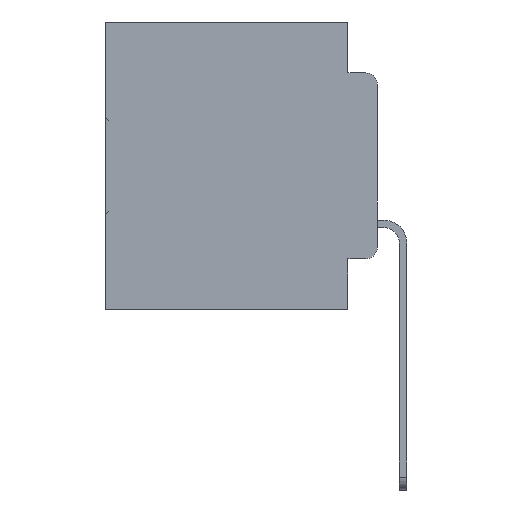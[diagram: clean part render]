
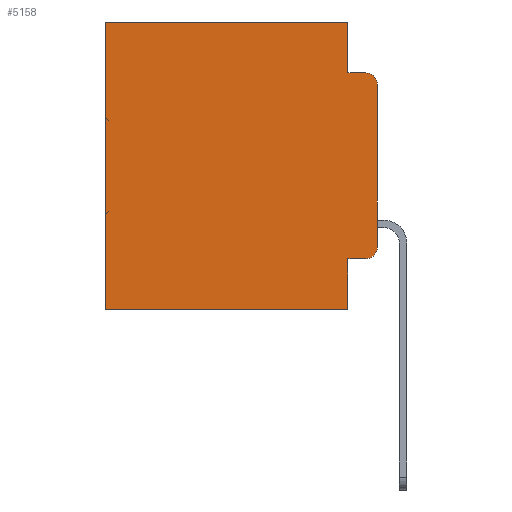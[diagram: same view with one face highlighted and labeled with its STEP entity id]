
A CAD part, left-side view. The second image highlights one B-rep face of the part: STEP entity #5158.
In plain terms, the highlighted planar face has unit normal (-1, 0, 0).
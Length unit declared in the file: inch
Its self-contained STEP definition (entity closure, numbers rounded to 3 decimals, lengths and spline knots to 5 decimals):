
#535 = DIRECTION ( 'NONE',  ( 0., 1., 0. ) ) ;
#1925 = ORIENTED_EDGE ( 'NONE', *, *, #25061, .F. ) ;
#2162 = CARTESIAN_POINT ( 'NONE',  ( 0.298, 0., -0.1085 ) ) ;
#2471 = PLANE ( 'NONE',  #12437 ) ;
#2601 = DIRECTION ( 'NONE',  ( 0., 0., -1. ) ) ;
#3335 = CARTESIAN_POINT ( 'NONE',  ( 0.298, 0.473, 0. ) ) ;
#3407 = CARTESIAN_POINT ( 'NONE',  ( 0.298, 0.051, 0. ) ) ;
#4225 = LINE ( 'NONE', #14597, #10971 ) ;
#4671 = EDGE_LOOP ( 'NONE', ( #29605, #27541, #29199, #8243, #10023, #21657, #1925, #25877, #23786, #19139 ) ) ;
#4859 = AXIS2_PLACEMENT_3D ( 'NONE', #14940, #33715, #17669 ) ;
#5158 = ADVANCED_FACE ( 'NONE', ( #13110 ), #2471, .F. ) ;
#5518 = AXIS2_PLACEMENT_3D ( 'NONE', #26915, #10579, #29612 ) ;
#5632 = LINE ( 'NONE', #32870, #25910 ) ;
#5756 = EDGE_CURVE ( 'NONE', #35626, #10972, #16080, .T. ) ;
#7602 = CARTESIAN_POINT ( 'NONE',  ( 0.298, 0.051, -0.4115 ) ) ;
#8243 = ORIENTED_EDGE ( 'NONE', *, *, #31665, .F. ) ;
#10023 = ORIENTED_EDGE ( 'NONE', *, *, #20518, .T. ) ;
#10053 = EDGE_CURVE ( 'NONE', #35626, #35064, #5632, .T. ) ;
#10233 = VERTEX_POINT ( 'NONE', #29258 ) ;
#10579 = DIRECTION ( 'NONE',  ( -1., 0., 0. ) ) ;
#10971 = VECTOR ( 'NONE', #30748, 39.37008 ) ;
#10972 = VERTEX_POINT ( 'NONE', #13250 ) ;
#11167 = VECTOR ( 'NONE', #31001, 39.37008 ) ;
#12437 = AXIS2_PLACEMENT_3D ( 'NONE', #16732, #19443, #2601 ) ;
#13110 = FACE_OUTER_BOUND ( 'NONE', #4671, .T. ) ;
#13250 = CARTESIAN_POINT ( 'NONE',  ( 0.298, 0.02, -0.4115 ) ) ;
#14218 = EDGE_CURVE ( 'NONE', #35341, #10233, #35170, .T. ) ;
#14409 = DIRECTION ( 'NONE',  ( 0., -1., 0. ) ) ;
#14597 = CARTESIAN_POINT ( 'NONE',  ( 0.298, 0.051, -0.0885 ) ) ;
#14885 = CARTESIAN_POINT ( 'NONE',  ( 0.298, 0., 0. ) ) ;
#14940 = CARTESIAN_POINT ( 'NONE',  ( 0.298, 0.02, -0.1085 ) ) ;
#15178 = CARTESIAN_POINT ( 'NONE',  ( 0.298, 0.473, 0. ) ) ;
#15327 = VECTOR ( 'NONE', #535, 39.37008 ) ;
#15703 = VERTEX_POINT ( 'NONE', #33194 ) ;
#16080 = LINE ( 'NONE', #19756, #28705 ) ;
#16732 = CARTESIAN_POINT ( 'NONE',  ( 0.298, 0., 0. ) ) ;
#17406 = DIRECTION ( 'NONE',  ( 0., 0., -1. ) ) ;
#17591 = LINE ( 'NONE', #22847, #23908 ) ;
#17669 = DIRECTION ( 'NONE',  ( 0., 0., -1. ) ) ;
#17892 = DIRECTION ( 'NONE',  ( 0., 0., -1. ) ) ;
#17953 = VECTOR ( 'NONE', #22478, 39.37008 ) ;
#18170 = VERTEX_POINT ( 'NONE', #21626 ) ;
#19139 = ORIENTED_EDGE ( 'NONE', *, *, #35627, .T. ) ;
#19443 = DIRECTION ( 'NONE',  ( 1., 0., 0. ) ) ;
#19508 = DIRECTION ( 'NONE',  ( 0., 0., -1. ) ) ;
#19736 = CARTESIAN_POINT ( 'NONE',  ( 0.298, 0., -0.5 ) ) ;
#19756 = CARTESIAN_POINT ( 'NONE',  ( 0.298, 0.051, -0.4115 ) ) ;
#20518 = EDGE_CURVE ( 'NONE', #33909, #35341, #30502, .T. ) ;
#21626 = CARTESIAN_POINT ( 'NONE',  ( 0.298, 0.051, -0.0885 ) ) ;
#21657 = ORIENTED_EDGE ( 'NONE', *, *, #14218, .T. ) ;
#22460 = VERTEX_POINT ( 'NONE', #2162 ) ;
#22478 = DIRECTION ( 'NONE',  ( 0., 1., 0. ) ) ;
#22847 = CARTESIAN_POINT ( 'NONE',  ( 0.298, 0.051, 0. ) ) ;
#23786 = ORIENTED_EDGE ( 'NONE', *, *, #5756, .T. ) ;
#23908 = VECTOR ( 'NONE', #17406, 39.37008 ) ;
#24070 = CARTESIAN_POINT ( 'NONE',  ( 0.298, 0., -0.3915 ) ) ;
#24366 = CARTESIAN_POINT ( 'NONE',  ( 0.298, 0.051, -0.5 ) ) ;
#25061 = EDGE_CURVE ( 'NONE', #35064, #10233, #32237, .T. ) ;
#25877 = ORIENTED_EDGE ( 'NONE', *, *, #10053, .F. ) ;
#25910 = VECTOR ( 'NONE', #19508, 39.37008 ) ;
#26663 = EDGE_CURVE ( 'NONE', #22460, #15703, #33045, .T. ) ;
#26915 = CARTESIAN_POINT ( 'NONE',  ( 0.298, 0.02, -0.3915 ) ) ;
#27327 = EDGE_CURVE ( 'NONE', #18170, #15703, #4225, .T. ) ;
#27511 = CIRCLE ( 'NONE', #5518, 0.02 ) ;
#27541 = ORIENTED_EDGE ( 'NONE', *, *, #26663, .T. ) ;
#28705 = VECTOR ( 'NONE', #14409, 39.37008 ) ;
#29199 = ORIENTED_EDGE ( 'NONE', *, *, #27327, .F. ) ;
#29258 = CARTESIAN_POINT ( 'NONE',  ( 0.298, 0.473, -0.5 ) ) ;
#29605 = ORIENTED_EDGE ( 'NONE', *, *, #30541, .F. ) ;
#29612 = DIRECTION ( 'NONE',  ( 0., 0., -1. ) ) ;
#30502 = LINE ( 'NONE', #30822, #15327 ) ;
#30541 = EDGE_CURVE ( 'NONE', #22460, #30838, #31891, .T. ) ;
#30748 = DIRECTION ( 'NONE',  ( 0., -1., 0. ) ) ;
#30822 = CARTESIAN_POINT ( 'NONE',  ( 0.298, 0., 0. ) ) ;
#30838 = VERTEX_POINT ( 'NONE', #24070 ) ;
#31001 = DIRECTION ( 'NONE',  ( 0., 0., -1. ) ) ;
#31665 = EDGE_CURVE ( 'NONE', #33909, #18170, #17591, .T. ) ;
#31891 = LINE ( 'NONE', #14885, #11167 ) ;
#32237 = LINE ( 'NONE', #19736, #17953 ) ;
#32870 = CARTESIAN_POINT ( 'NONE',  ( 0.298, 0.051, 0. ) ) ;
#33045 = CIRCLE ( 'NONE', #4859, 0.02 ) ;
#33194 = CARTESIAN_POINT ( 'NONE',  ( 0.298, 0.02, -0.0885 ) ) ;
#33536 = VECTOR ( 'NONE', #17892, 39.37008 ) ;
#33715 = DIRECTION ( 'NONE',  ( -1., 0., 0. ) ) ;
#33909 = VERTEX_POINT ( 'NONE', #3407 ) ;
#35064 = VERTEX_POINT ( 'NONE', #24366 ) ;
#35170 = LINE ( 'NONE', #15178, #33536 ) ;
#35341 = VERTEX_POINT ( 'NONE', #3335 ) ;
#35626 = VERTEX_POINT ( 'NONE', #7602 ) ;
#35627 = EDGE_CURVE ( 'NONE', #10972, #30838, #27511, .T. ) ;
